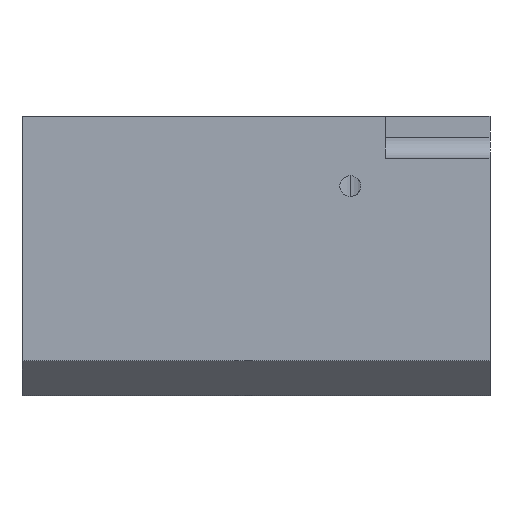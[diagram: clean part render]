
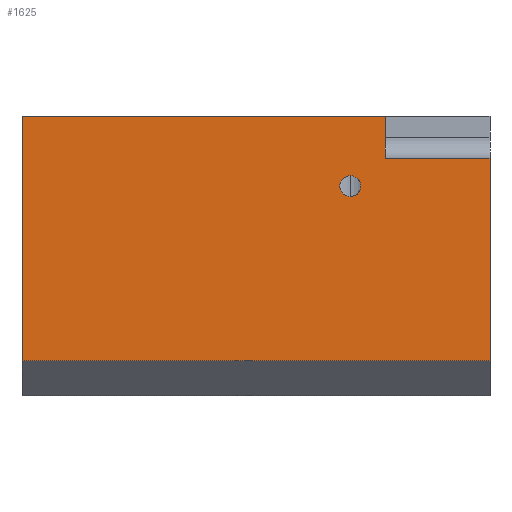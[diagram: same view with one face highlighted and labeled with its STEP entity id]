
A CAD part, left-side view. The second image highlights one B-rep face of the part: STEP entity #1625.
In plain terms, the highlighted planar face has unit normal (-1, 0, 0).
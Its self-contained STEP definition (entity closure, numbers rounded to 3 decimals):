
#173 = AXIS2_PLACEMENT_3D ( 'NONE', #1363, #1033, #218 ) ;
#218 = DIRECTION ( 'NONE',  ( 0., 0., 1. ) ) ;
#241 = DIRECTION ( 'NONE',  ( 0., 0., -1. ) ) ;
#419 = LINE ( 'NONE', #589, #2211 ) ;
#463 = ORIENTED_EDGE ( 'NONE', *, *, #1717, .F. ) ;
#470 = VERTEX_POINT ( 'NONE', #1783 ) ;
#473 = CARTESIAN_POINT ( 'NONE',  ( -15., -47., 10. ) ) ;
#509 = ORIENTED_EDGE ( 'NONE', *, *, #1082, .T. ) ;
#561 = CARTESIAN_POINT ( 'NONE',  ( -15., 0., 20. ) ) ;
#564 = VERTEX_POINT ( 'NONE', #1543 ) ;
#586 = AXIS2_PLACEMENT_3D ( 'NONE', #983, #634, #1684 ) ;
#589 = CARTESIAN_POINT ( 'NONE',  ( -15., -67., 20. ) ) ;
#613 = DIRECTION ( 'NONE',  ( 0., 1., 0. ) ) ;
#634 = DIRECTION ( 'NONE',  ( -1., 0., 0. ) ) ;
#680 = DIRECTION ( 'NONE',  ( 0., -1., 0. ) ) ;
#684 = VERTEX_POINT ( 'NONE', #1010 ) ;
#697 = VERTEX_POINT ( 'NONE', #1956 ) ;
#727 = CARTESIAN_POINT ( 'NONE',  ( -15., -67., 14. ) ) ;
#739 = ORIENTED_EDGE ( 'NONE', *, *, #1342, .F. ) ;
#751 = ORIENTED_EDGE ( 'NONE', *, *, #2004, .F. ) ;
#762 = VECTOR ( 'NONE', #791, 1000. ) ;
#777 = EDGE_LOOP ( 'NONE', ( #751, #2101, #1144, #2202, #463, #509 ) ) ;
#787 = EDGE_LOOP ( 'NONE', ( #1544, #739 ) ) ;
#790 = VECTOR ( 'NONE', #680, 1000. ) ;
#791 = DIRECTION ( 'NONE',  ( 0., 0., 1. ) ) ;
#829 = CARTESIAN_POINT ( 'NONE',  ( -15., -67., 20. ) ) ;
#855 = AXIS2_PLACEMENT_3D ( 'NONE', #473, #1698, #1176 ) ;
#864 = LINE ( 'NONE', #1800, #1744 ) ;
#983 = CARTESIAN_POINT ( 'NONE',  ( -15., -67., 20. ) ) ;
#995 = CIRCLE ( 'NONE', #173, 1.5 ) ;
#1004 = CARTESIAN_POINT ( 'NONE',  ( -15., 0., -15. ) ) ;
#1010 = CARTESIAN_POINT ( 'NONE',  ( -15., -47., 11.5 ) ) ;
#1018 = FACE_OUTER_BOUND ( 'NONE', #777, .T. ) ;
#1033 = DIRECTION ( 'NONE',  ( -1., 0., 0. ) ) ;
#1082 = EDGE_CURVE ( 'NONE', #564, #1522, #419, .T. ) ;
#1107 = LINE ( 'NONE', #829, #1508 ) ;
#1113 = VERTEX_POINT ( 'NONE', #2020 ) ;
#1144 = ORIENTED_EDGE ( 'NONE', *, *, #1878, .T. ) ;
#1163 = LINE ( 'NONE', #561, #762 ) ;
#1176 = DIRECTION ( 'NONE',  ( 0., 0., 1. ) ) ;
#1245 = LINE ( 'NONE', #2224, #790 ) ;
#1293 = DIRECTION ( 'NONE',  ( 0., 0., 1. ) ) ;
#1303 = CIRCLE ( 'NONE', #855, 1.5 ) ;
#1342 = EDGE_CURVE ( 'NONE', #697, #684, #995, .T. ) ;
#1356 = VERTEX_POINT ( 'NONE', #1912 ) ;
#1363 = CARTESIAN_POINT ( 'NONE',  ( -15., -47., 10. ) ) ;
#1402 = EDGE_CURVE ( 'NONE', #684, #697, #1303, .T. ) ;
#1435 = FACE_BOUND ( 'NONE', #787, .T. ) ;
#1508 = VECTOR ( 'NONE', #613, 1000. ) ;
#1516 = EDGE_CURVE ( 'NONE', #1356, #470, #1600, .T. ) ;
#1522 = VERTEX_POINT ( 'NONE', #727 ) ;
#1543 = CARTESIAN_POINT ( 'NONE',  ( -15., -67., -15. ) ) ;
#1544 = ORIENTED_EDGE ( 'NONE', *, *, #1402, .F. ) ;
#1575 = VERTEX_POINT ( 'NONE', #1004 ) ;
#1600 = LINE ( 'NONE', #1844, #2019 ) ;
#1625 = ADVANCED_FACE ( 'NONE', ( #1018, #1435 ), #2033, .T. ) ;
#1684 = DIRECTION ( 'NONE',  ( 0., 0., 1. ) ) ;
#1698 = DIRECTION ( 'NONE',  ( -1., 0., 0. ) ) ;
#1717 = EDGE_CURVE ( 'NONE', #564, #1575, #864, .T. ) ;
#1744 = VECTOR ( 'NONE', #1775, 1000. ) ;
#1775 = DIRECTION ( 'NONE',  ( 0., 1., 0. ) ) ;
#1783 = CARTESIAN_POINT ( 'NONE',  ( -15., -52., 14. ) ) ;
#1798 = EDGE_CURVE ( 'NONE', #1575, #1113, #1163, .T. ) ;
#1800 = CARTESIAN_POINT ( 'NONE',  ( -15., -67., -15. ) ) ;
#1844 = CARTESIAN_POINT ( 'NONE',  ( -15., -52., 14. ) ) ;
#1878 = EDGE_CURVE ( 'NONE', #1356, #1113, #1107, .T. ) ;
#1912 = CARTESIAN_POINT ( 'NONE',  ( -15., -52., 20. ) ) ;
#1956 = CARTESIAN_POINT ( 'NONE',  ( -15., -47., 8.5 ) ) ;
#2004 = EDGE_CURVE ( 'NONE', #470, #1522, #1245, .T. ) ;
#2019 = VECTOR ( 'NONE', #241, 1000. ) ;
#2020 = CARTESIAN_POINT ( 'NONE',  ( -15., 0., 20. ) ) ;
#2033 = PLANE ( 'NONE',  #586 ) ;
#2101 = ORIENTED_EDGE ( 'NONE', *, *, #1516, .F. ) ;
#2202 = ORIENTED_EDGE ( 'NONE', *, *, #1798, .F. ) ;
#2211 = VECTOR ( 'NONE', #1293, 1000. ) ;
#2224 = CARTESIAN_POINT ( 'NONE',  ( -15., -52., 14. ) ) ;
